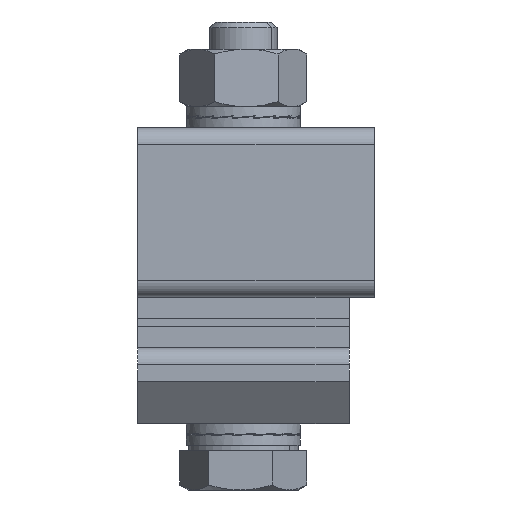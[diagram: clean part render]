
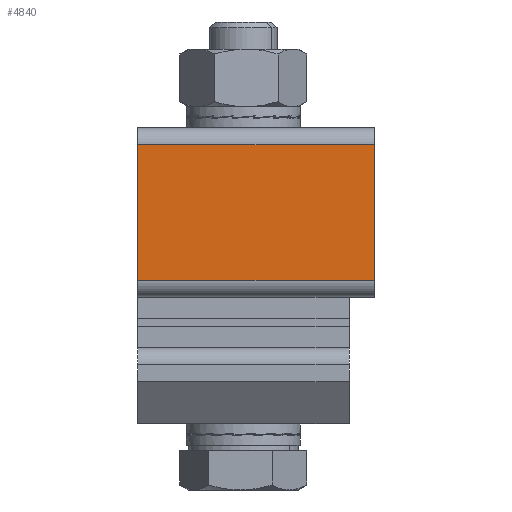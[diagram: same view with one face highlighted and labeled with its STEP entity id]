
A CAD part, left-side view. The second image highlights one B-rep face of the part: STEP entity #4840.
In plain terms, the highlighted planar face has unit normal (-1, 0, 0).
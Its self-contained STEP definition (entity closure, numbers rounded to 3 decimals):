
#1056 = CARTESIAN_POINT ( 'NONE',  ( -110., 12.5, 6. ) ) ;
#1565 = VERTEX_POINT ( 'NONE', #8065 ) ;
#1867 = CARTESIAN_POINT ( 'NONE',  ( -110., 12.5, 6. ) ) ;
#2101 = CARTESIAN_POINT ( 'NONE',  ( -110., 12.5, 8. ) ) ;
#3312 = CARTESIAN_POINT ( 'NONE',  ( -110., -15.5, 8. ) ) ;
#4840 = ADVANCED_FACE ( 'NONE', ( #6303 ), #5928, .F. ) ;
#5553 = EDGE_CURVE ( 'NONE', #14891, #1565, #18973, .T. ) ;
#5685 = EDGE_CURVE ( 'NONE', #6813, #1565, #15179, .T. ) ;
#5706 = VECTOR ( 'NONE', #20478, 1000. ) ;
#5928 = PLANE ( 'NONE',  #9518 ) ;
#5978 = EDGE_LOOP ( 'NONE', ( #14904, #19896, #20089, #16385 ) ) ;
#6215 = EDGE_CURVE ( 'NONE', #14891, #18403, #14927, .T. ) ;
#6303 = FACE_OUTER_BOUND ( 'NONE', #5978, .T. ) ;
#6813 = VERTEX_POINT ( 'NONE', #13196 ) ;
#7274 = DIRECTION ( 'NONE',  ( 1., 0., 0. ) ) ;
#8065 = CARTESIAN_POINT ( 'NONE',  ( -110., 12.5, 24. ) ) ;
#9203 = CARTESIAN_POINT ( 'NONE',  ( -110., -15.5, 8. ) ) ;
#9518 = AXIS2_PLACEMENT_3D ( 'NONE', #1056, #7274, #13932 ) ;
#9695 = DIRECTION ( 'NONE',  ( 0., 0., 1. ) ) ;
#11386 = VECTOR ( 'NONE', #15859, 1000. ) ;
#12251 = DIRECTION ( 'NONE',  ( 0., 0., 1. ) ) ;
#13196 = CARTESIAN_POINT ( 'NONE',  ( -110., -15.5, 24. ) ) ;
#13669 = VECTOR ( 'NONE', #9695, 1000. ) ;
#13932 = DIRECTION ( 'NONE',  ( 0., 0., -1. ) ) ;
#14891 = VERTEX_POINT ( 'NONE', #2101 ) ;
#14904 = ORIENTED_EDGE ( 'NONE', *, *, #16156, .T. ) ;
#14927 = LINE ( 'NONE', #9203, #5706 ) ;
#14980 = VECTOR ( 'NONE', #12251, 1000. ) ;
#15179 = LINE ( 'NONE', #20726, #11386 ) ;
#15322 = CARTESIAN_POINT ( 'NONE',  ( -110., -15.5, 6. ) ) ;
#15859 = DIRECTION ( 'NONE',  ( 0., 1., 0. ) ) ;
#16156 = EDGE_CURVE ( 'NONE', #18403, #6813, #19241, .T. ) ;
#16385 = ORIENTED_EDGE ( 'NONE', *, *, #6215, .T. ) ;
#18403 = VERTEX_POINT ( 'NONE', #3312 ) ;
#18973 = LINE ( 'NONE', #1867, #13669 ) ;
#19241 = LINE ( 'NONE', #15322, #14980 ) ;
#19896 = ORIENTED_EDGE ( 'NONE', *, *, #5685, .T. ) ;
#20089 = ORIENTED_EDGE ( 'NONE', *, *, #5553, .F. ) ;
#20478 = DIRECTION ( 'NONE',  ( 0., -1., 0. ) ) ;
#20726 = CARTESIAN_POINT ( 'NONE',  ( -110., 12.5, 24. ) ) ;
